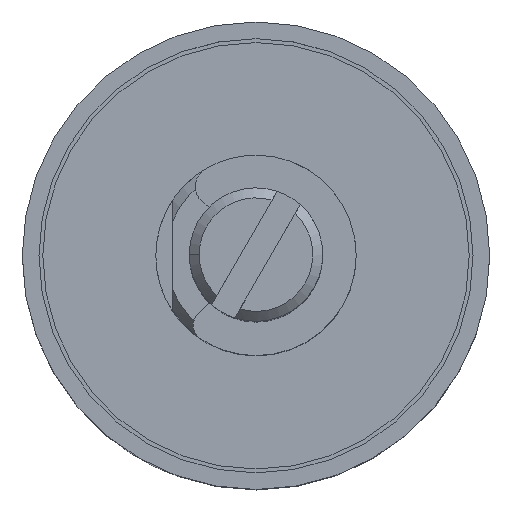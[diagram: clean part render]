
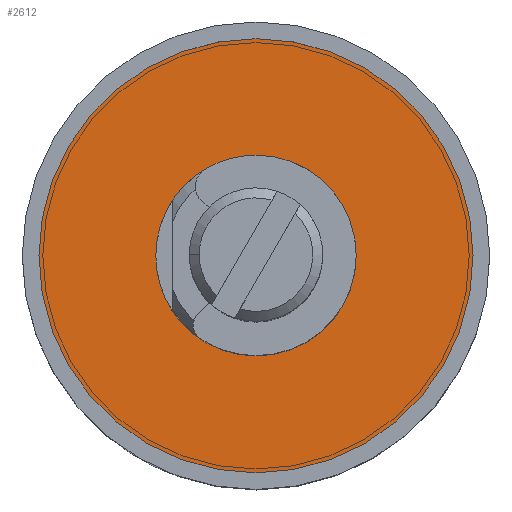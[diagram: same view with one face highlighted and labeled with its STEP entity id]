
A CAD part, top view. The second image highlights one B-rep face of the part: STEP entity #2612.
In plain terms, the highlighted planar face has unit normal (0, 0, 1).
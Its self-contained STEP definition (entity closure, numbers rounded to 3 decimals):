
#37 = CIRCLE ( 'NONE', #305, 6.5 ) ;
#305 = AXIS2_PLACEMENT_3D ( 'NONE', #3661, #1289, #6075 ) ;
#515 = DIRECTION ( 'NONE',  ( 0., 0., 1. ) ) ;
#697 = DIRECTION ( 'NONE',  ( -1., 0., 0. ) ) ;
#1289 = DIRECTION ( 'NONE',  ( 0., 0., 1. ) ) ;
#1447 = EDGE_CURVE ( 'NONE', #8950, #3172, #4049, .T. ) ;
#1860 = EDGE_CURVE ( 'NONE', #5906, #5438, #37, .T. ) ;
#1993 = EDGE_CURVE ( 'NONE', #3172, #8950, #10166, .T. ) ;
#2077 = PLANE ( 'NONE',  #9062 ) ;
#2612 = ADVANCED_FACE ( 'NONE', ( #10029, #7068 ), #2077, .T. ) ;
#3172 = VERTEX_POINT ( 'NONE', #8382 ) ;
#3462 = EDGE_LOOP ( 'NONE', ( #3983, #6699 ) ) ;
#3588 = EDGE_LOOP ( 'NONE', ( #9899, #5730 ) ) ;
#3661 = CARTESIAN_POINT ( 'NONE',  ( 0., 0., 0.5 ) ) ;
#3983 = ORIENTED_EDGE ( 'NONE', *, *, #1993, .T. ) ;
#4049 = CIRCLE ( 'NONE', #9047, 3. ) ;
#4426 = EDGE_CURVE ( 'NONE', #5438, #5906, #9505, .T. ) ;
#4572 = DIRECTION ( 'NONE',  ( 0., 0., -1. ) ) ;
#4677 = CARTESIAN_POINT ( 'NONE',  ( 0., 0., 0.5 ) ) ;
#5186 = CARTESIAN_POINT ( 'NONE',  ( 3., 0., 0.5 ) ) ;
#5328 = CARTESIAN_POINT ( 'NONE',  ( 6.5, 0., 0.5 ) ) ;
#5438 = VERTEX_POINT ( 'NONE', #7084 ) ;
#5730 = ORIENTED_EDGE ( 'NONE', *, *, #4426, .T. ) ;
#5804 = AXIS2_PLACEMENT_3D ( 'NONE', #7640, #515, #7735 ) ;
#5906 = VERTEX_POINT ( 'NONE', #5328 ) ;
#6075 = DIRECTION ( 'NONE',  ( 1., 0., 0. ) ) ;
#6699 = ORIENTED_EDGE ( 'NONE', *, *, #1447, .T. ) ;
#6789 = AXIS2_PLACEMENT_3D ( 'NONE', #9527, #9492, #8025 ) ;
#7068 = FACE_OUTER_BOUND ( 'NONE', #3588, .T. ) ;
#7084 = CARTESIAN_POINT ( 'NONE',  ( -6.5, 0., 0.5 ) ) ;
#7615 = DIRECTION ( 'NONE',  ( 0., 0., 1. ) ) ;
#7640 = CARTESIAN_POINT ( 'NONE',  ( 0., 0., 0.5 ) ) ;
#7682 = DIRECTION ( 'NONE',  ( 1., 0., 0. ) ) ;
#7735 = DIRECTION ( 'NONE',  ( 1., 0., 0. ) ) ;
#8025 = DIRECTION ( 'NONE',  ( -1., 0., 0. ) ) ;
#8382 = CARTESIAN_POINT ( 'NONE',  ( -3., 0., 0.5 ) ) ;
#8950 = VERTEX_POINT ( 'NONE', #9896 ) ;
#9047 = AXIS2_PLACEMENT_3D ( 'NONE', #4677, #4572, #697 ) ;
#9062 = AXIS2_PLACEMENT_3D ( 'NONE', #5186, #7615, #7682 ) ;
#9492 = DIRECTION ( 'NONE',  ( 0., 0., -1. ) ) ;
#9505 = CIRCLE ( 'NONE', #5804, 6.5 ) ;
#9527 = CARTESIAN_POINT ( 'NONE',  ( 0., 0., 0.5 ) ) ;
#9896 = CARTESIAN_POINT ( 'NONE',  ( 3., 0., 0.5 ) ) ;
#9899 = ORIENTED_EDGE ( 'NONE', *, *, #1860, .T. ) ;
#10029 = FACE_BOUND ( 'NONE', #3462, .T. ) ;
#10166 = CIRCLE ( 'NONE', #6789, 3. ) ;
